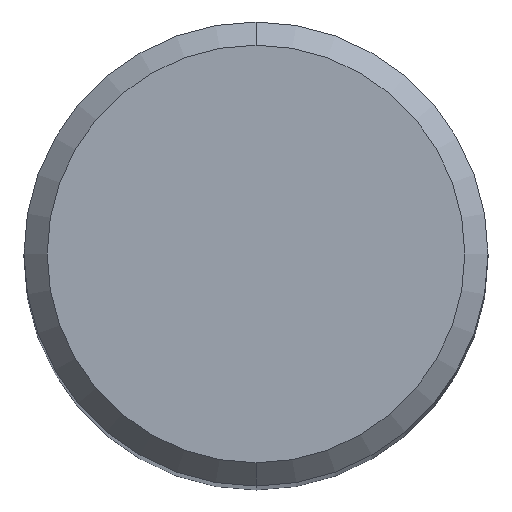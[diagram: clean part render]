
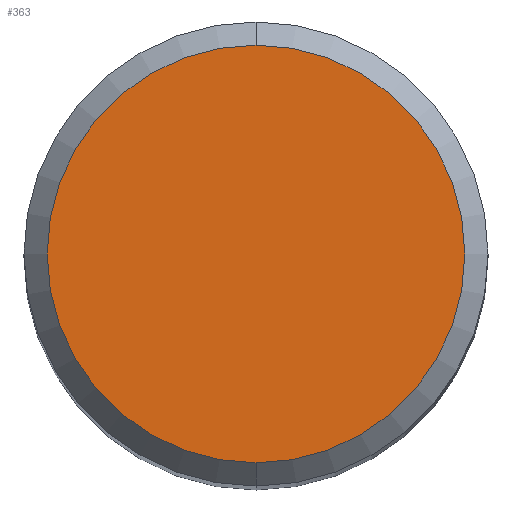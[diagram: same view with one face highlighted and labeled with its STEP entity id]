
A CAD part, top view. The second image highlights one B-rep face of the part: STEP entity #363.
In plain terms, the highlighted planar face has unit normal (0, 0, 1).
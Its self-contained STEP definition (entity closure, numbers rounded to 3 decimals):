
#197=VERTEX_POINT('',#505);
#251=VERTEX_POINT('',#562);
#281=EDGE_CURVE('',#197,#251,#593,.T.);
#363=ADVANCED_FACE('',(#685),#686,.T.);
#431=EDGE_CURVE('',#251,#197,#765,.T.);
#505=CARTESIAN_POINT('',(0.0,3.6,0.0));
#562=CARTESIAN_POINT('',(0.,-3.6,0.0));
#593=CIRCLE('',#1046,3.6);
#685=FACE_OUTER_BOUND('',#1205,.T.);
#686=PLANE('',#1206);
#765=CIRCLE('',#1401,3.6);
#1046=AXIS2_PLACEMENT_3D('',#1532,#1533,#1534);
#1205=EDGE_LOOP('',(#1654,#1655));
#1206=AXIS2_PLACEMENT_3D('',#1656,#1657,#1658);
#1401=AXIS2_PLACEMENT_3D('',#1768,#1769,#1770);
#1532=CARTESIAN_POINT('',(0.0,0.0,0.0));
#1533=DIRECTION('',(0.0,0.0,-1.0));
#1534=DIRECTION('',(0.0,1.0,0.0));
#1654=ORIENTED_EDGE('',*,*,#281,.F.);
#1655=ORIENTED_EDGE('',*,*,#431,.F.);
#1656=CARTESIAN_POINT('',(0.0,1.8,0.0));
#1657=DIRECTION('',(-0.0,0.0,1.0));
#1658=DIRECTION('',(0.0,-1.0,0.0));
#1768=CARTESIAN_POINT('',(0.0,0.0,0.0));
#1769=DIRECTION('',(0.0,0.0,-1.0));
#1770=DIRECTION('',(0.0,1.0,0.0));
